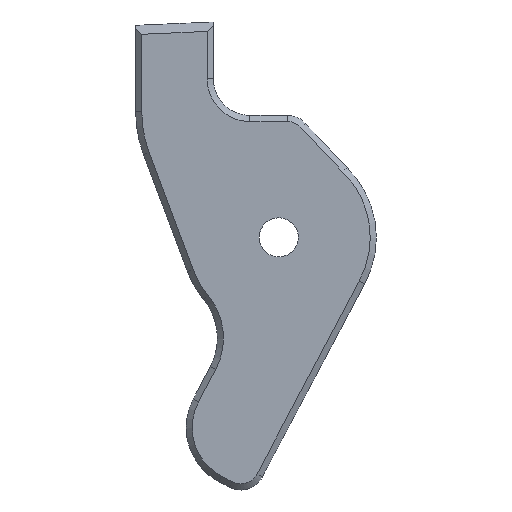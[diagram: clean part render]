
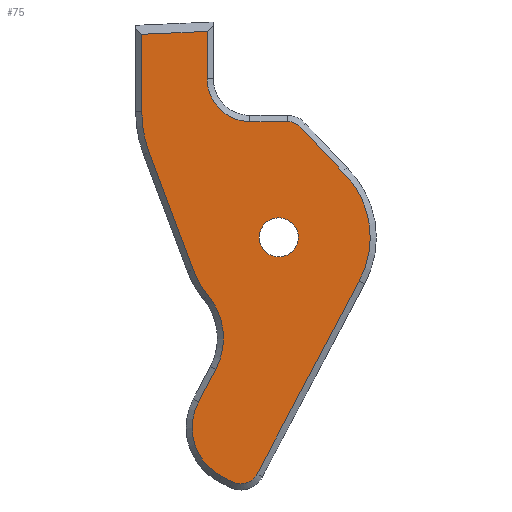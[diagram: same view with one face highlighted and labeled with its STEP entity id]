
A CAD part, left-side view. The second image highlights one B-rep face of the part: STEP entity #75.
In plain terms, the highlighted planar face has unit normal (-1, 0, 0).
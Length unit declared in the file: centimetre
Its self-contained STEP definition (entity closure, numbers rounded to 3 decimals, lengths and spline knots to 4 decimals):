
#75=ADVANCED_FACE('',(#137,#85),#863,.T.);
#85=FACE_BOUND('',#199,.T.);
#137=FACE_OUTER_BOUND('',#198,.T.);
#198=EDGE_LOOP('',(#420,#421,#422,#423,#424,#425,#426,#427,#428,#429,#430,
#431,#432,#433,#434,#435,#436));
#199=EDGE_LOOP('',(#437));
#420=ORIENTED_EDGE('',*,*,#599,.T.);
#421=ORIENTED_EDGE('',*,*,#596,.T.);
#422=ORIENTED_EDGE('',*,*,#584,.T.);
#423=ORIENTED_EDGE('',*,*,#586,.T.);
#424=ORIENTED_EDGE('',*,*,#518,.T.);
#425=ORIENTED_EDGE('',*,*,#519,.F.);
#426=ORIENTED_EDGE('',*,*,#515,.T.);
#427=ORIENTED_EDGE('',*,*,#517,.T.);
#428=ORIENTED_EDGE('',*,*,#523,.T.);
#429=ORIENTED_EDGE('',*,*,#525,.T.);
#430=ORIENTED_EDGE('',*,*,#508,.T.);
#431=ORIENTED_EDGE('',*,*,#585,.T.);
#432=ORIENTED_EDGE('',*,*,#587,.T.);
#433=ORIENTED_EDGE('',*,*,#528,.T.);
#434=ORIENTED_EDGE('',*,*,#481,.T.);
#435=ORIENTED_EDGE('',*,*,#511,.F.);
#436=ORIENTED_EDGE('',*,*,#581,.T.);
#437=ORIENTED_EDGE('',*,*,#474,.T.);
#474=EDGE_CURVE('',#739,#739,#690,.T.);
#481=EDGE_CURVE('',#743,#750,#603,.T.);
#508=EDGE_CURVE('',#754,#755,#620,.T.);
#511=EDGE_CURVE('',#749,#750,#706,.T.);
#515=EDGE_CURVE('',#744,#756,#626,.T.);
#517=EDGE_CURVE('',#756,#747,#707,.T.);
#518=EDGE_CURVE('',#751,#745,#708,.T.);
#519=EDGE_CURVE('',#744,#745,#709,.T.);
#523=EDGE_CURVE('',#747,#748,#630,.T.);
#525=EDGE_CURVE('',#748,#754,#711,.T.);
#528=EDGE_CURVE('',#742,#743,#713,.T.);
#581=EDGE_CURVE('',#749,#805,#668,.T.);
#584=EDGE_CURVE('',#752,#753,#731,.T.);
#585=EDGE_CURVE('',#755,#746,#732,.T.);
#586=EDGE_CURVE('',#753,#751,#671,.T.);
#587=EDGE_CURVE('',#746,#742,#733,.T.);
#596=EDGE_CURVE('',#806,#752,#680,.T.);
#599=EDGE_CURVE('',#805,#806,#683,.T.);
#603=B_SPLINE_CURVE_WITH_KNOTS('',1,(#1353,#1354),.UNSPECIFIED.,.F.,.F.,
(2,2),(0.,3.0779),.UNSPECIFIED.);
#620=B_SPLINE_CURVE_WITH_KNOTS('',1,(#1427,#1428),.UNSPECIFIED.,.F.,.F.,
(2,2),(0.,17.898),.UNSPECIFIED.);
#626=B_SPLINE_CURVE_WITH_KNOTS('',1,(#1442,#1443),.UNSPECIFIED.,.F.,.F.,
(2,2),(0.,3.),.UNSPECIFIED.);
#630=B_SPLINE_CURVE_WITH_KNOTS('',1,(#1462,#1463),.UNSPECIFIED.,.F.,.F.,
(2,2),(0.,1.),.UNSPECIFIED.);
#668=B_SPLINE_CURVE_WITH_KNOTS('',1,(#1615,#1616),.UNSPECIFIED.,.F.,.F.,
(2,2),(-2.9102,0.9791),.UNSPECIFIED.);
#671=B_SPLINE_CURVE_WITH_KNOTS('',3,(#1629,#1630,#1631,#1632),
 .UNSPECIFIED.,.F.,.F.,(4,4),(0.,10.259),
 .UNSPECIFIED.);
#680=B_SPLINE_CURVE_WITH_KNOTS('',1,(#1656,#1657),.UNSPECIFIED.,.F.,.F.,
(2,2),(-1.0228,5.3254),.UNSPECIFIED.);
#683=B_SPLINE_CURVE_WITH_KNOTS('',1,(#1664,#1665),.UNSPECIFIED.,.F.,.F.,
(2,2),(-5.836,-0.4677),.UNSPECIFIED.);
#690=(
BOUNDED_CURVE()
B_SPLINE_CURVE(2,(#1318,#1319,#1320,#1321,#1322,#1323,#1324,#1325,#1326),
 .UNSPECIFIED.,.T.,.F.)
B_SPLINE_CURVE_WITH_KNOTS((3,2,2,2,3),(0.,2.5133,5.0265,
7.5398,10.0531),.UNSPECIFIED.)
CURVE()
GEOMETRIC_REPRESENTATION_ITEM()
RATIONAL_B_SPLINE_CURVE((1.,0.707,1.,0.707,1.,0.707,
1.,0.707,1.))
REPRESENTATION_ITEM('')
);
#706=(
BOUNDED_CURVE()
B_SPLINE_CURVE(2,(#1433,#1434,#1435),.UNSPECIFIED.,.F.,.F.)
B_SPLINE_CURVE_WITH_KNOTS((3,3),(0.,5.4976),
 .UNSPECIFIED.)
CURVE()
GEOMETRIC_REPRESENTATION_ITEM()
RATIONAL_B_SPLINE_CURVE((1.,0.707,1.))
REPRESENTATION_ITEM('')
);
#707=(
BOUNDED_CURVE()
B_SPLINE_CURVE(2,(#1446,#1447,#1448),.UNSPECIFIED.,.F.,.F.)
B_SPLINE_CURVE_WITH_KNOTS((3,3),(0.,7.0684),
 .UNSPECIFIED.)
CURVE()
GEOMETRIC_REPRESENTATION_ITEM()
RATIONAL_B_SPLINE_CURVE((1.,0.707,1.))
REPRESENTATION_ITEM('')
);
#708=(
BOUNDED_CURVE()
B_SPLINE_CURVE(2,(#1449,#1450,#1451),.UNSPECIFIED.,.F.,.F.)
B_SPLINE_CURVE_WITH_KNOTS((3,3),(0.,2.473),
 .UNSPECIFIED.)
CURVE()
GEOMETRIC_REPRESENTATION_ITEM()
RATIONAL_B_SPLINE_CURVE((1.,0.986,1.))
REPRESENTATION_ITEM('')
);
#709=(
BOUNDED_CURVE()
B_SPLINE_CURVE(2,(#1452,#1453,#1454),.UNSPECIFIED.,.F.,.F.)
B_SPLINE_CURVE_WITH_KNOTS((3,3),(0.,6.4679),
 .UNSPECIFIED.)
CURVE()
GEOMETRIC_REPRESENTATION_ITEM()
RATIONAL_B_SPLINE_CURVE((1.,0.832,1.))
REPRESENTATION_ITEM('')
);
#711=(
BOUNDED_CURVE()
B_SPLINE_CURVE(2,(#1466,#1467,#1468),.UNSPECIFIED.,.F.,.F.)
B_SPLINE_CURVE_WITH_KNOTS((3,3),(0.,2.3561),
 .UNSPECIFIED.)
CURVE()
GEOMETRIC_REPRESENTATION_ITEM()
RATIONAL_B_SPLINE_CURVE((1.,0.707,1.))
REPRESENTATION_ITEM('')
);
#713=(
BOUNDED_CURVE()
B_SPLINE_CURVE(2,(#1474,#1475,#1476),.UNSPECIFIED.,.F.,.F.)
B_SPLINE_CURVE_WITH_KNOTS((3,3),(0.,1.2243),
 .UNSPECIFIED.)
CURVE()
GEOMETRIC_REPRESENTATION_ITEM()
RATIONAL_B_SPLINE_CURVE((1.,0.918,1.))
REPRESENTATION_ITEM('')
);
#731=(
BOUNDED_CURVE()
B_SPLINE_CURVE(2,(#1623,#1624,#1625),.UNSPECIFIED.,.F.,.F.)
B_SPLINE_CURVE_WITH_KNOTS((3,3),(0.,3.414),
 .UNSPECIFIED.)
CURVE()
GEOMETRIC_REPRESENTATION_ITEM()
RATIONAL_B_SPLINE_CURVE((1.,0.984,1.))
REPRESENTATION_ITEM('')
);
#732=(
BOUNDED_CURVE()
B_SPLINE_CURVE(2,(#1626,#1627,#1628),.UNSPECIFIED.,.F.,.F.)
B_SPLINE_CURVE_WITH_KNOTS((3,3),(0.,9.7166),
 .UNSPECIFIED.)
CURVE()
GEOMETRIC_REPRESENTATION_ITEM()
RATIONAL_B_SPLINE_CURVE((1.,0.797,1.))
REPRESENTATION_ITEM('')
);
#733=(
BOUNDED_CURVE()
B_SPLINE_CURVE(3,(#1633,#1634,#1635,#1636,#1637,#1638,#1639),
 .UNSPECIFIED.,.F.,.F.)
B_SPLINE_CURVE_WITH_KNOTS((4,3,4),(-0.0115,0.,
5.0303),.UNSPECIFIED.)
CURVE()
GEOMETRIC_REPRESENTATION_ITEM()
RATIONAL_B_SPLINE_CURVE((1.,1.,1.,1.,1.,1.,1.))
REPRESENTATION_ITEM('')
);
#739=VERTEX_POINT('',#1216);
#742=VERTEX_POINT('',#1219);
#743=VERTEX_POINT('',#1220);
#744=VERTEX_POINT('',#1221);
#745=VERTEX_POINT('',#1222);
#746=VERTEX_POINT('',#1223);
#747=VERTEX_POINT('',#1224);
#748=VERTEX_POINT('',#1225);
#749=VERTEX_POINT('',#1226);
#750=VERTEX_POINT('',#1227);
#751=VERTEX_POINT('',#1228);
#752=VERTEX_POINT('',#1229);
#753=VERTEX_POINT('',#1230);
#754=VERTEX_POINT('',#1231);
#755=VERTEX_POINT('',#1232);
#756=VERTEX_POINT('',#1233);
#805=VERTEX_POINT('',#1282);
#806=VERTEX_POINT('',#1283);
#863=PLANE('',#914);
#914=AXIS2_PLACEMENT_3D('',#1204,#948,$);
#948=DIRECTION('',(-1.,0.,0.));
#1204=CARTESIAN_POINT('',(-2.5,-20.688,-40.5972));
#1216=CARTESIAN_POINT('',(-2.5,-11.4753,-20.485));
#1219=CARTESIAN_POINT('',(-2.5,-14.7981,-10.9725));
#1220=CARTESIAN_POINT('',(-2.5,-13.7053,-10.5));
#1221=CARTESIAN_POINT('',(-2.5,-7.8272,-30.8394));
#1222=CARTESIAN_POINT('',(-2.5,-7.2114,-24.7689));
#1223=CARTESIAN_POINT('',(-2.5,-18.252,-14.6454));
#1224=CARTESIAN_POINT('',(-2.5,-8.2951,-39.5733));
#1225=CARTESIAN_POINT('',(-2.5,-9.1789,-40.0412));
#1226=CARTESIAN_POINT('',(-2.5,-7.1275,-7.));
#1227=CARTESIAN_POINT('',(-2.5,-10.6275,-10.5));
#1228=CARTESIAN_POINT('',(-2.5,-5.9791,-22.6376));
#1229=CARTESIAN_POINT('',(-2.5,-1.7643,-9.693));
#1230=CARTESIAN_POINT('',(-2.5,-2.3712,-13.0339));
#1231=CARTESIAN_POINT('',(-2.5,-11.2064,-39.4173));
#1232=CARTESIAN_POINT('',(-2.5,-19.5807,-23.5993));
#1233=CARTESIAN_POINT('',(-2.5,-6.4236,-33.4908));
#1282=CARTESIAN_POINT('',(-2.5,-7.1275,-3.1107));
#1283=CARTESIAN_POINT('',(-2.5,-1.7643,-3.3448));
#1318=CARTESIAN_POINT('',(-2.5,-11.4753,-20.485));
#1319=CARTESIAN_POINT('',(-2.5,-10.9903,-18.9603));
#1320=CARTESIAN_POINT('',(-2.5,-12.515,-18.4753));
#1321=CARTESIAN_POINT('',(-2.5,-14.0397,-17.9903));
#1322=CARTESIAN_POINT('',(-2.5,-14.5247,-19.515));
#1323=CARTESIAN_POINT('',(-2.5,-15.0097,-21.0397));
#1324=CARTESIAN_POINT('',(-2.5,-13.485,-21.5247));
#1325=CARTESIAN_POINT('',(-2.5,-11.9603,-22.0097));
#1326=CARTESIAN_POINT('',(-2.5,-11.4753,-20.485));
#1353=CARTESIAN_POINT('',(-2.5,-13.7053,-10.5));
#1354=CARTESIAN_POINT('',(-2.5,-10.6275,-10.5));
#1427=CARTESIAN_POINT('',(-2.5,-11.2064,-39.4173));
#1428=CARTESIAN_POINT('',(-2.5,-19.5807,-23.5993));
#1433=CARTESIAN_POINT('',(-2.5,-7.1275,-7.));
#1434=CARTESIAN_POINT('',(-2.5,-7.1275,-10.5));
#1435=CARTESIAN_POINT('',(-2.5,-10.6275,-10.5));
#1442=CARTESIAN_POINT('',(-2.5,-7.8272,-30.8394));
#1443=CARTESIAN_POINT('',(-2.5,-6.4236,-33.4908));
#1446=CARTESIAN_POINT('',(-2.5,-6.4236,-33.4908));
#1447=CARTESIAN_POINT('',(-2.5,-4.3181,-37.4678));
#1448=CARTESIAN_POINT('',(-2.5,-8.2951,-39.5733));
#1449=CARTESIAN_POINT('',(-2.5,-5.9791,-22.6376));
#1450=CARTESIAN_POINT('',(-2.5,-6.4179,-23.8057));
#1451=CARTESIAN_POINT('',(-2.5,-7.2114,-24.7689));
#1452=CARTESIAN_POINT('',(-2.5,-7.8272,-30.8394));
#1453=CARTESIAN_POINT('',(-2.5,-9.5428,-27.5988));
#1454=CARTESIAN_POINT('',(-2.5,-7.2114,-24.7689));
#1462=CARTESIAN_POINT('',(-2.5,-8.2951,-39.5733));
#1463=CARTESIAN_POINT('',(-2.5,-9.1789,-40.0412));
#1466=CARTESIAN_POINT('',(-2.5,-9.1789,-40.0412));
#1467=CARTESIAN_POINT('',(-2.5,-10.5046,-40.743));
#1468=CARTESIAN_POINT('',(-2.5,-11.2064,-39.4173));
#1474=CARTESIAN_POINT('',(-2.5,-14.7981,-10.9725));
#1475=CARTESIAN_POINT('',(-2.5,-14.3539,-10.5));
#1476=CARTESIAN_POINT('',(-2.5,-13.7053,-10.5));
#1615=CARTESIAN_POINT('',(-2.5,-7.1275,-7.));
#1616=CARTESIAN_POINT('',(-2.5,-7.1275,-3.1107));
#1623=CARTESIAN_POINT('',(-2.5,-1.7643,-9.693));
#1624=CARTESIAN_POINT('',(-2.5,-1.7643,-11.4186));
#1625=CARTESIAN_POINT('',(-2.5,-2.3712,-13.0339));
#1626=CARTESIAN_POINT('',(-2.5,-19.5807,-23.5993));
#1627=CARTESIAN_POINT('',(-2.5,-22.3043,-18.6196));
#1628=CARTESIAN_POINT('',(-2.5,-18.252,-14.6454));
#1629=CARTESIAN_POINT('',(-2.5,-2.3712,-13.0339));
#1630=CARTESIAN_POINT('',(-2.5,-3.5738,-16.2352));
#1631=CARTESIAN_POINT('',(-2.5,-4.7765,-19.4364));
#1632=CARTESIAN_POINT('',(-2.5,-5.9791,-22.6376));
#1633=CARTESIAN_POINT('',(-2.5,-18.252,-14.6454));
#1634=CARTESIAN_POINT('',(-2.5,-18.2491,-14.6429));
#1635=CARTESIAN_POINT('',(-2.5,-18.2465,-14.6401));
#1636=CARTESIAN_POINT('',(-2.5,-18.2439,-14.6374));
#1637=CARTESIAN_POINT('',(-2.5,-17.0953,-13.4157));
#1638=CARTESIAN_POINT('',(-2.5,-15.9467,-12.1941));
#1639=CARTESIAN_POINT('',(-2.5,-14.7981,-10.9725));
#1656=CARTESIAN_POINT('',(-2.5,-1.7643,-3.3448));
#1657=CARTESIAN_POINT('',(-2.5,-1.7643,-9.693));
#1664=CARTESIAN_POINT('',(-2.5,-7.1275,-3.1107));
#1665=CARTESIAN_POINT('',(-2.5,-1.7643,-3.3448));
